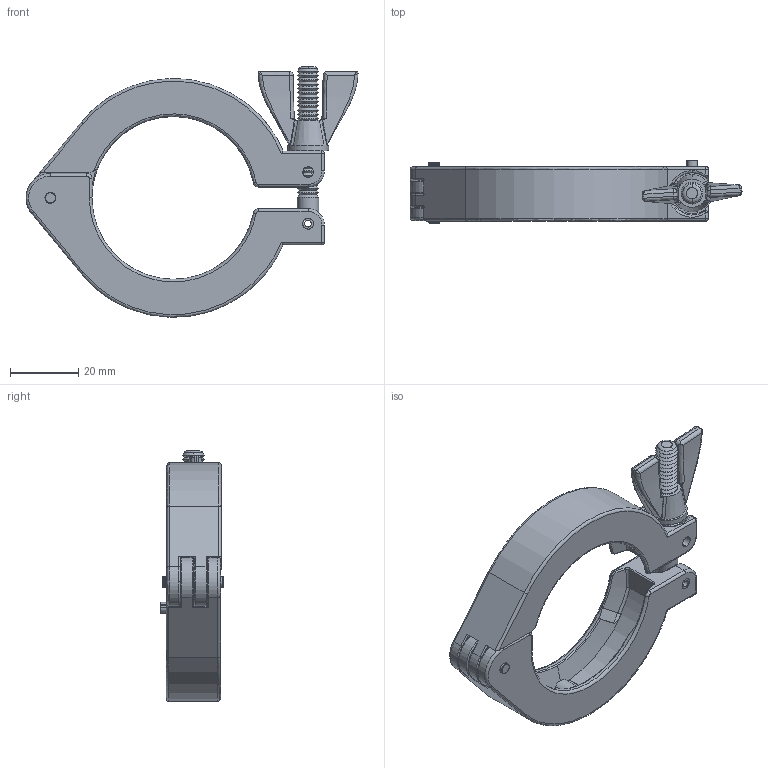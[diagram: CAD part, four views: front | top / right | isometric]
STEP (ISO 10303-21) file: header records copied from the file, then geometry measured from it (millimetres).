
FILE_DESCRIPTION (( 'STEP AP214' ), '1' );
FILE_NAME ('Nor-Cal-NW-40-CP.STEP', '2021-10-18T00:21:39', ( '' ), ( '' ), 'SwSTEP 2.0', 'SolidWorks 2021', '' );
FILE_SCHEMA (( 'AUTOMOTIVE_DESIGN' ));
Length unit declared in the file: inch
Products named in the file (1): Nor-Cal-NW-40-CP
Bounding box: 97.12 x 18.22 x 73.27 mm (x, y, z)
Volume: 26843.8 mm3; surface area: 17904.7 mm2
Topology: 7 solids, 7 shells, 768 faces, 1918 edges, 1148 vertices
Faces by surface type: plane 229, cylinder 202, bspline 200, cone 137
Entity records: 36109 total; most frequent: CARTESIAN_POINT 19485, ORIENTED_EDGE 3804, DIRECTION 2972, EDGE_CURVE 1902, AXIS2_PLACEMENT_3D 1147, VERTEX_POINT 1147, EDGE_LOOP 787, FACE_OUTER_BOUND 767
